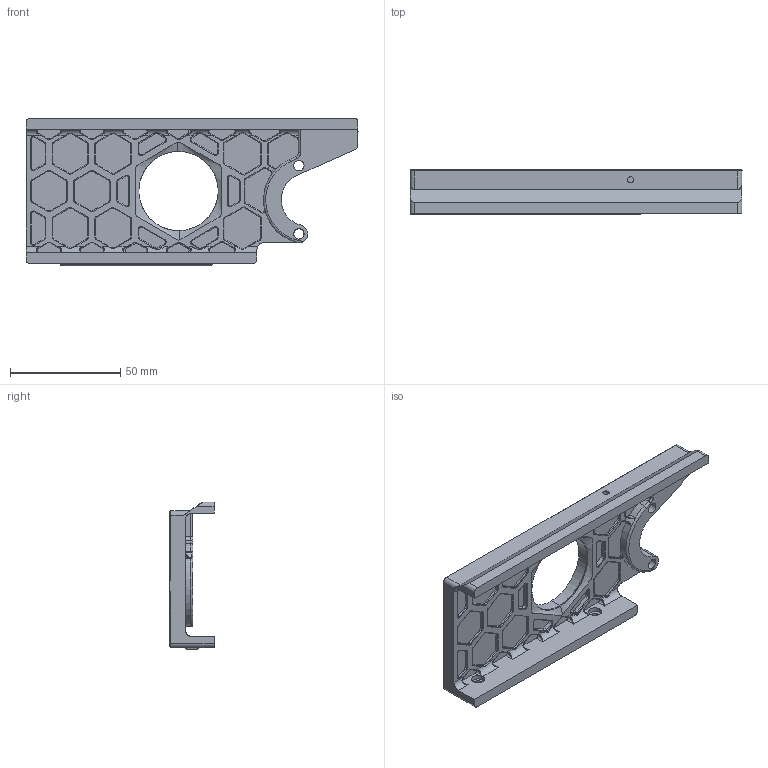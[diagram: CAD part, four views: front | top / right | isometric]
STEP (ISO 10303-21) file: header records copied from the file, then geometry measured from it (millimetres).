
FILE_DESCRIPTION (( 'STEP AP214' ), '1' );
FILE_NAME ('350 (KNOMI2).STEP', '2024-05-13T09:41:26', ( 'Windows User' ), ( 'P R C' ), 'SwSTEP 2.0', 'SolidWorks 2024', '' );
FILE_SCHEMA (( 'AUTOMOTIVE_DESIGN' ));
Length unit declared in the file: millimetre
Products named in the file (1): 350 (KNOMI2)
Bounding box: 150.5 x 20 x 67 mm (x, y, z)
Volume: 59170.9 mm3; surface area: 35904.2 mm2
Topology: 25 solids, 26 shells, 999 faces, 2498 edges, 1545 vertices
Faces by surface type: cylinder 441, plane 355, bspline 98, torus 93, cone 12
Entity records: 34165 total; most frequent: CARTESIAN_POINT 10469, ORIENTED_EDGE 4950, DIRECTION 4939, EDGE_CURVE 2475, AXIS2_PLACEMENT_3D 1841, VERTEX_POINT 1545, VECTOR 1257, LINE 1257
